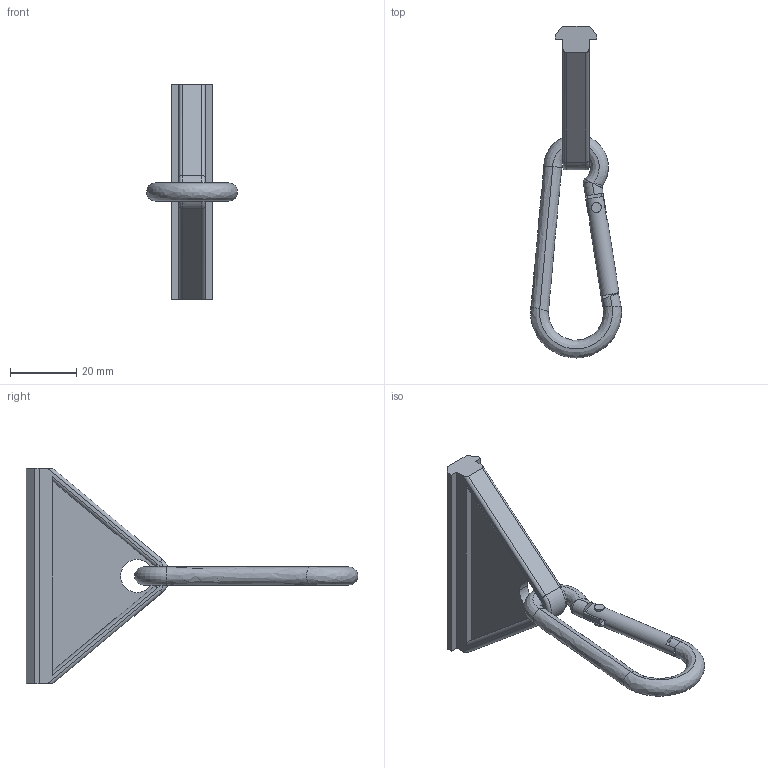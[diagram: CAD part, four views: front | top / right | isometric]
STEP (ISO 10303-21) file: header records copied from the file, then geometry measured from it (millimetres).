
FILE_DESCRIPTION (( 'STEP AP214' ), '1' );
FILE_NAME ('SNSD.30.50.76. Ïîäâåñ ñ êàðàáèíîì äëÿ ïðîôèëÿ, ïàç 10(B03).STEP', '2014-11-26T11:30:52', ( 'XTreme.ws' ), ( 'XTreme.ws' ), 'SwSTEP 2.0', 'SolidWorks 2014', '' );
FILE_SCHEMA (( 'AUTOMOTIVE_DESIGN' ));
Length unit declared in the file: millimetre
Products named in the file (5): SNSD.30.50.76. Êàðàáèí äëÿ ïðîôèëÿ, ïàç 8(B03)_§ ªàëâë©; SNSD.30.50.75. Êàðàáèí2 äëÿ ïðîôèëÿ, ïàç 8(A42)B03_00; SNSD.30.50.75. Êàðàáèí äëÿ ïðîôèëÿ, ïàç 8(A42)B03_00; SNSD.30.50.75. Ïîäâåñ äëÿ ïðîôèëÿ, ïàç 8(B03)_00; SNSD.30.50.76. Ïîäâåñ ñ êàðàáèíîì äëÿ ïðîôèëÿ, ïàç 10(B03)
Assembly tree (4 placements, depth 3):
  SNSD.30.50.76. Ïîäâåñ ñ êàðàáèíîì äëÿ ïðîôèëÿ, ïàç 10(B03)
    SNSD.30.50.75. Ïîäâåñ äëÿ ïðîôèëÿ, ïàç 8(B03)_00
    SNSD.30.50.76. Êàðàáèí äëÿ ïðîôèëÿ, ïàç 8(B03)_§ ªàëâë©
      SNSD.30.50.75. Êàðàáèí äëÿ ïðîôèëÿ, ïàç 8(A42)B03_00
      SNSD.30.50.75. Êàðàáèí2 äëÿ ïðîôèëÿ, ïàç 8(A42)B03_00
Bounding box: 27.44 x 100.02 x 65 mm (x, y, z)
Volume: 13711.8 mm3; surface area: 8588.8 mm2
Topology: 3 solids, 3 shells, 96 faces, 243 edges, 153 vertices
Faces by surface type: plane 49, cylinder 28, bspline 13, torus 6
Entity records: 4482 total; most frequent: CARTESIAN_POINT 2101, ORIENTED_EDGE 478, DIRECTION 443, EDGE_CURVE 239, AXIS2_PLACEMENT_3D 161, VERTEX_POINT 153, LINE 121, VECTOR 121
